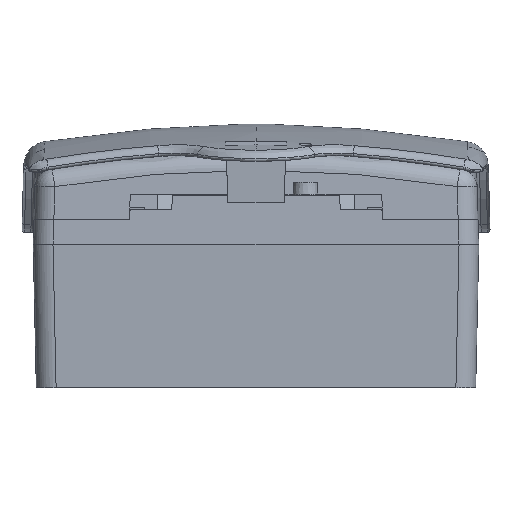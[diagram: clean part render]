
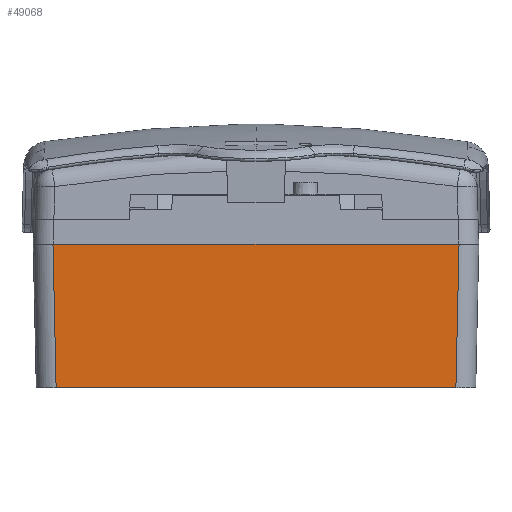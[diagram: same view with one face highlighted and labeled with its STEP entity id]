
A CAD part, front view. The second image highlights one B-rep face of the part: STEP entity #49068.
In plain terms, the highlighted planar face has unit normal (0, -1, -0.022).
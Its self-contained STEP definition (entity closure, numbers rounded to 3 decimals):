
#67 = LINE ( 'NONE', #166700, #3602 ) ;
#2043 = LINE ( 'NONE', #171596, #166512 ) ;
#3602 = VECTOR ( 'NONE', #170642, 1000. ) ;
#7520 = CARTESIAN_POINT ( 'NONE',  ( 41.001, -45., 0. ) ) ;
#12844 = FACE_OUTER_BOUND ( 'NONE', #18173, .T. ) ;
#13191 = VERTEX_POINT ( 'NONE', #105742 ) ;
#14694 = DIRECTION ( 'NONE',  ( 1., 0., 0. ) ) ;
#18173 = EDGE_LOOP ( 'NONE', ( #84612, #135959, #24001, #189726 ) ) ;
#20720 = VERTEX_POINT ( 'NONE', #158033 ) ;
#24001 = ORIENTED_EDGE ( 'NONE', *, *, #85486, .F. ) ;
#44552 = LINE ( 'NONE', #87487, #161737 ) ;
#45490 = EDGE_CURVE ( 'NONE', #13191, #20720, #141508, .T. ) ;
#49068 = ADVANCED_FACE ( 'NONE', ( #12844 ), #178450, .T. ) ;
#52653 = CARTESIAN_POINT ( 'NONE',  ( 45., -44.367, -29. ) ) ;
#59662 = DIRECTION ( 'NONE',  ( 0., 0.022, -1. ) ) ;
#63399 = AXIS2_PLACEMENT_3D ( 'NONE', #196459, #134527, #59662 ) ;
#64618 = CARTESIAN_POINT ( 'NONE',  ( -41.001, -45., 0. ) ) ;
#67674 = EDGE_CURVE ( 'NONE', #121616, #13191, #67, .T. ) ;
#84612 = ORIENTED_EDGE ( 'NONE', *, *, #45490, .T. ) ;
#85486 = EDGE_CURVE ( 'NONE', #121616, #92592, #44552, .T. ) ;
#87487 = CARTESIAN_POINT ( 'NONE',  ( 45., -45., 0. ) ) ;
#92592 = VERTEX_POINT ( 'NONE', #7520 ) ;
#96547 = DIRECTION ( 'NONE',  ( 1., 0., 0. ) ) ;
#105742 = CARTESIAN_POINT ( 'NONE',  ( -40.368, -44.367, -29. ) ) ;
#110751 = DIRECTION ( 'NONE',  ( 0.022, -0.022, 1. ) ) ;
#113761 = EDGE_CURVE ( 'NONE', #20720, #92592, #2043, .T. ) ;
#121616 = VERTEX_POINT ( 'NONE', #64618 ) ;
#134527 = DIRECTION ( 'NONE',  ( 0., -1., -0.022 ) ) ;
#135959 = ORIENTED_EDGE ( 'NONE', *, *, #113761, .T. ) ;
#141508 = LINE ( 'NONE', #52653, #179824 ) ;
#158033 = CARTESIAN_POINT ( 'NONE',  ( 40.368, -44.367, -29. ) ) ;
#161737 = VECTOR ( 'NONE', #14694, 1000. ) ;
#166512 = VECTOR ( 'NONE', #110751, 1000. ) ;
#166700 = CARTESIAN_POINT ( 'NONE',  ( -40.96, -44.959, -1.875 ) ) ;
#170642 = DIRECTION ( 'NONE',  ( 0.022, 0.022, -1. ) ) ;
#171596 = CARTESIAN_POINT ( 'NONE',  ( 41.003, -45.002, 0.087 ) ) ;
#178450 = PLANE ( 'NONE',  #63399 ) ;
#179824 = VECTOR ( 'NONE', #96547, 1000. ) ;
#189726 = ORIENTED_EDGE ( 'NONE', *, *, #67674, .T. ) ;
#196459 = CARTESIAN_POINT ( 'NONE',  ( 45., -45., 0. ) ) ;
